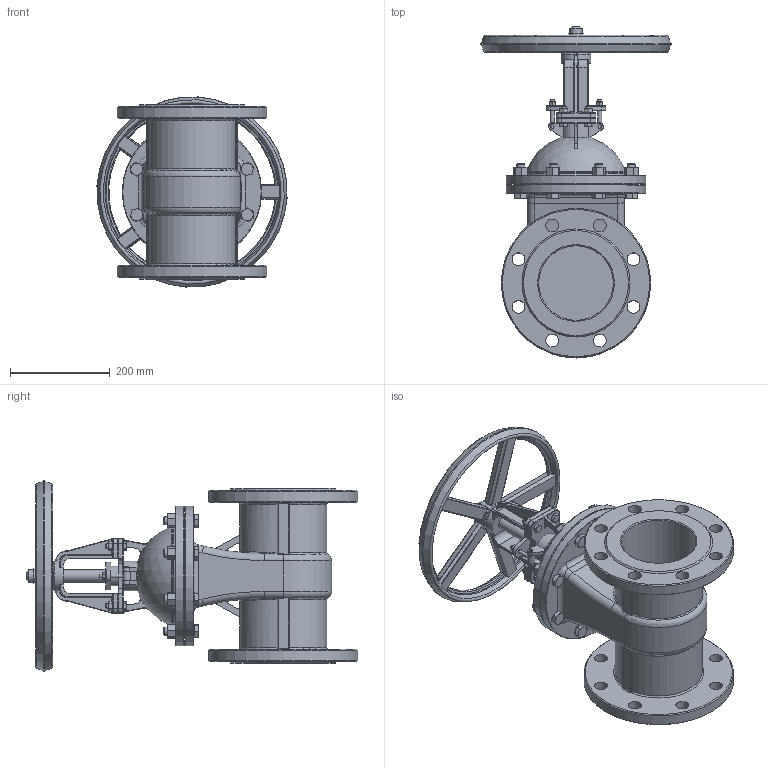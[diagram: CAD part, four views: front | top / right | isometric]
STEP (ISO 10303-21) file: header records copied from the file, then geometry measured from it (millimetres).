
FILE_DESCRIPTION(/* description */ (''),/* implementation_level */ '2;1');
FILE_NAME(/* name */ 'DN150_3D_STEP.stp',/* time_stamp */ '2025-09-20T01:44:01+03:00',/* author */ ('igorr'),/* organization */ (''),/* preprocessor_version */ 'ST-DEVELOPER v20',/* originating_system */ 'Autodesk Inventor 2025',/* authorisation */ '');
FILE_SCHEMA (('AUTOMOTIVE_DESIGN { 1 0 10303 214 3 1 1 }'));
Length unit declared in the file: millimetre
Products named in the file (8): Сборка; Деталь1; Деталь2; ANSI B18.2.4.2M - M16x2; AS 1110 - M16 x 60; AS 1110 - M10 x 35; ANSI B18.2.4.2M - M10x1,5; ANSI B18.2.4.2M - M8x1,25
Assembly tree (28 placements, depth 2):
  Сборка
    Деталь1
    Деталь2
    ANSI B18.2.4.2M - M16x2  x8
    AS 1110 - M16 x 60  x8
    AS 1110 - M10 x 35  x4
    ANSI B18.2.4.2M - M10x1,5  x4
    ANSI B18.2.4.2M - M8x1,25  x2
Bounding box: 381.76 x 666.5 x 381.76 mm (x, y, z)
Volume: 14238173.6 mm3; surface area: 1217886.4 mm2
Topology: 32 solids, 32 shells, 1292 faces, 3078 edges, 1872 vertices
Faces by surface type: plane 508, cone 309, cylinder 268, torus 103, bspline 99, sphere 5
Full cylindrical faces by diameter (mm): 6.647 x2, 7 x4, 8 x4, 8.376 x4, 10 x16, 13.835 x8, 15 x2, 16 x28, 24 x8, 25 x2, 26 x16, 30 x2, 40 x1, 50 x2, 60 x2, 150 x2, 200 x2, 280 x2, 300 x2
Entity records: 29251 total; most frequent: CARTESIAN_POINT 9291, ORIENTED_EDGE 4020, DIRECTION 3900, EDGE_CURVE 2010, AXIS2_PLACEMENT_3D 1584, VERTEX_POINT 1252, EDGE_LOOP 930, FACE_OUTER_BOUND 799
